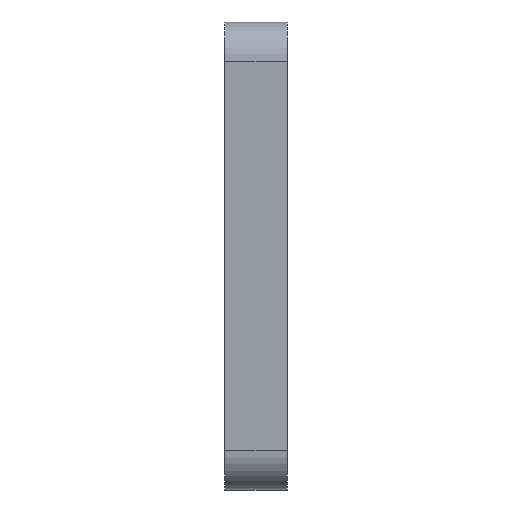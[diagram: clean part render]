
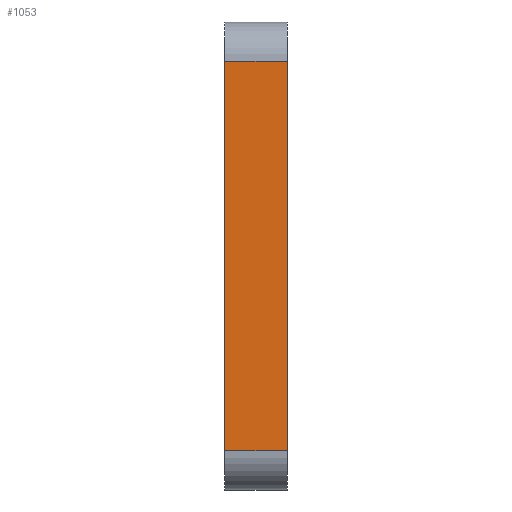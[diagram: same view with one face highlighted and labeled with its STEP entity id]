
A CAD part, left-side view. The second image highlights one B-rep face of the part: STEP entity #1053.
In plain terms, the highlighted planar face has unit normal (-1, 0, 0).
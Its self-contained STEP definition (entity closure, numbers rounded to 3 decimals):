
#8 = VERTEX_POINT ( 'NONE', #1406 ) ;
#59 = EDGE_CURVE ( 'NONE', #8, #442, #870, .T. ) ;
#96 = CARTESIAN_POINT ( 'NONE',  ( -30., 8., -30. ) ) ;
#113 = EDGE_CURVE ( 'NONE', #8, #381, #1541, .T. ) ;
#176 = AXIS2_PLACEMENT_3D ( 'NONE', #237, #1569, #1113 ) ;
#184 = CARTESIAN_POINT ( 'NONE',  ( -30., 8., 25. ) ) ;
#230 = CARTESIAN_POINT ( 'NONE',  ( -30., 8., -25. ) ) ;
#237 = CARTESIAN_POINT ( 'NONE',  ( -30., 8., -30. ) ) ;
#288 = EDGE_CURVE ( 'NONE', #1054, #381, #653, .T. ) ;
#332 = CARTESIAN_POINT ( 'NONE',  ( -30., 0., -30. ) ) ;
#366 = FACE_OUTER_BOUND ( 'NONE', #1457, .T. ) ;
#381 = VERTEX_POINT ( 'NONE', #184 ) ;
#406 = ORIENTED_EDGE ( 'NONE', *, *, #59, .T. ) ;
#442 = VERTEX_POINT ( 'NONE', #1105 ) ;
#481 = DIRECTION ( 'NONE',  ( 0., 1., 0. ) ) ;
#646 = DIRECTION ( 'NONE',  ( 0., 0., 1. ) ) ;
#653 = LINE ( 'NONE', #1922, #892 ) ;
#847 = VECTOR ( 'NONE', #1913, 1000. ) ;
#870 = LINE ( 'NONE', #230, #847 ) ;
#892 = VECTOR ( 'NONE', #481, 1000. ) ;
#995 = ORIENTED_EDGE ( 'NONE', *, *, #288, .T. ) ;
#1053 = ADVANCED_FACE ( 'NONE', ( #366 ), #1257, .F. ) ;
#1054 = VERTEX_POINT ( 'NONE', #1119 ) ;
#1105 = CARTESIAN_POINT ( 'NONE',  ( -30., 0., -25. ) ) ;
#1113 = DIRECTION ( 'NONE',  ( 0., 0., -1. ) ) ;
#1119 = CARTESIAN_POINT ( 'NONE',  ( -30., 0., 25. ) ) ;
#1257 = PLANE ( 'NONE',  #176 ) ;
#1277 = DIRECTION ( 'NONE',  ( 0., 0., 1. ) ) ;
#1324 = EDGE_CURVE ( 'NONE', #442, #1054, #1387, .T. ) ;
#1377 = VECTOR ( 'NONE', #1277, 1000. ) ;
#1387 = LINE ( 'NONE', #332, #1483 ) ;
#1406 = CARTESIAN_POINT ( 'NONE',  ( -30., 8., -25. ) ) ;
#1457 = EDGE_LOOP ( 'NONE', ( #1861, #995, #1911, #406 ) ) ;
#1483 = VECTOR ( 'NONE', #646, 1000. ) ;
#1541 = LINE ( 'NONE', #96, #1377 ) ;
#1569 = DIRECTION ( 'NONE',  ( 1., 0., 0. ) ) ;
#1861 = ORIENTED_EDGE ( 'NONE', *, *, #1324, .T. ) ;
#1911 = ORIENTED_EDGE ( 'NONE', *, *, #113, .F. ) ;
#1913 = DIRECTION ( 'NONE',  ( 0., -1., 0. ) ) ;
#1922 = CARTESIAN_POINT ( 'NONE',  ( -30., 8., 25. ) ) ;
